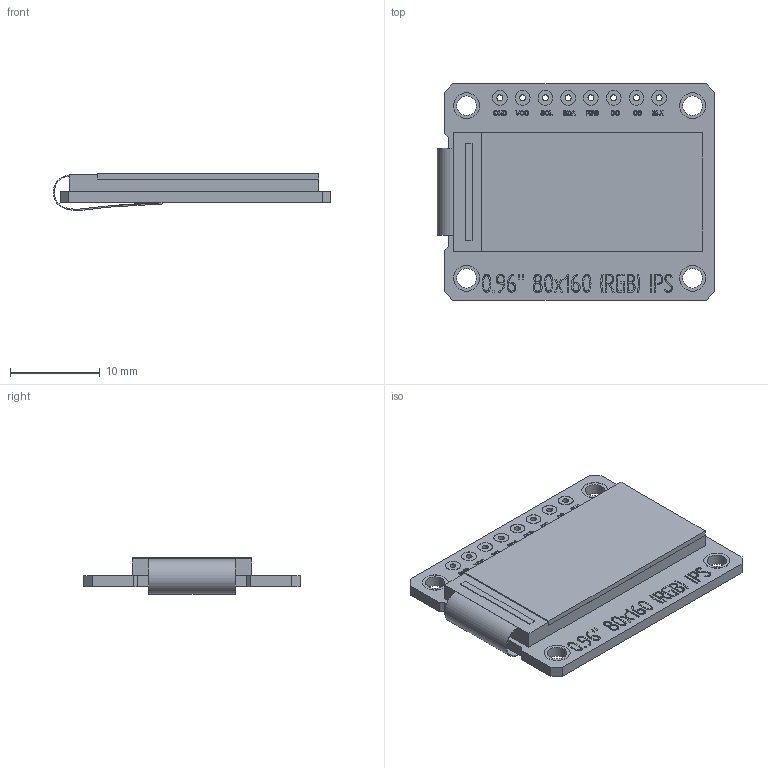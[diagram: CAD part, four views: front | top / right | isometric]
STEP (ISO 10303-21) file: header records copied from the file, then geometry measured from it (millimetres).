
FILE_DESCRIPTION(/* description */ ('Unknown'),/* implementation_level */ '2;1');
FILE_NAME(/* name */ '0.96 - IPS LCD - ST7735S',/* time_stamp */ '2018-11-03T18:50:20-04:00',/* author */ ('Unknown'),/* organization */ ('Unknown'),/* preprocessor_version */ 'ST-DEVELOPER v16.7',/* originating_system */ 'DEX',/* authorisation */ $);
FILE_SCHEMA (('AUTOMOTIVE_DESIGN {1 0 10303 214 3 1 1}'));
Length unit declared in the file: millimetre
Products named in the file (1): 0.96 - IPS LCD - ST7735S
Bounding box: 30.94 x 24.13 x 4.09 mm (x, y, z)
Volume: 1630.7 mm3; surface area: 2109.7 mm2
Topology: 1 solids, 21 shells, 819 faces, 1980 edges, 1320 vertices
Faces by surface type: plane 602, bspline 190, cylinder 27
Full cylindrical faces by diameter (mm): 0.66 x8, 1.651 x8, 2.184 x4, 2.893 x4
Entity records: 37251 total; most frequent: CARTESIAN_POINT 14405, ORIENTED_EDGE 3880, DIRECTION 2491, EDGE_CURVE 1940, VERTEX_POINT 1320, LINE 1123, VECTOR 1123, EDGE_LOOP 1012
